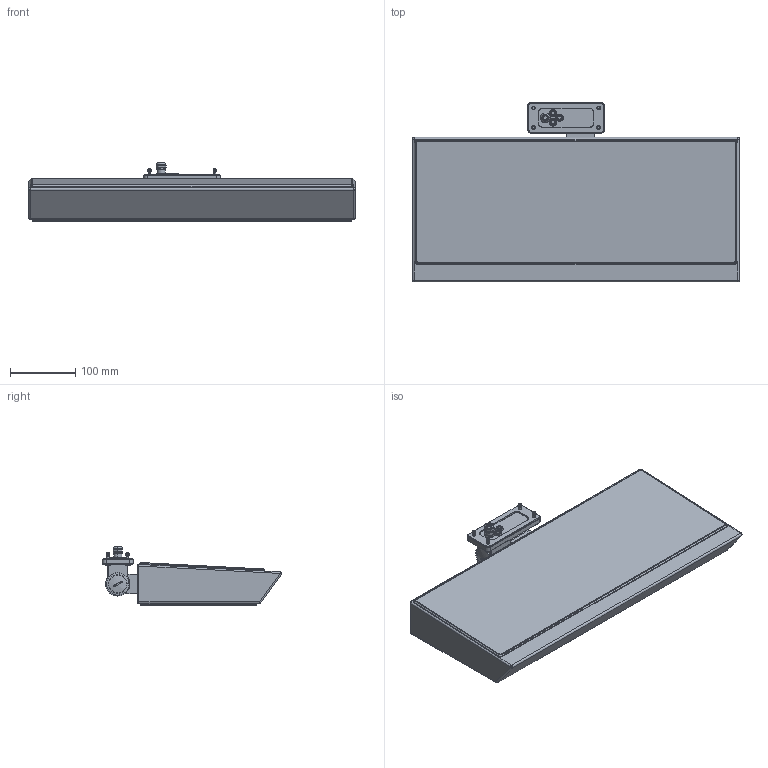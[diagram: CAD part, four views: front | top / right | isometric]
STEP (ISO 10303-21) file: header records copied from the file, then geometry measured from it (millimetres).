
FILE_DESCRIPTION((''),'2;1');
FILE_NAME('CAD-7998_SW0001','2021-10-04T13:19:03',('creinig-se'),(''),'CREO PARAMETRIC BY PTC INC, 2019292','CREO PARAMETRIC BY PTC INC, 2019292','');
FILE_SCHEMA(('CONFIG_CONTROL_DESIGN','SHAPE_APPEARANCE_LAYERS_GROUPS'));
Products named in the file (1): CAD-7998_SW0001
Bounding box: 501.6 x 275.83 x 90.08 mm (x, y, z)
Volume: 6314923.2 mm3; surface area: 345475.3 mm2
Topology: 7 solids, 7 shells, 1556 faces, 3919 edges, 2488 vertices
Faces by surface type: plane 677, cylinder 523, cone 304, torus 24, sphere 14, bspline 14
Entity records: 107196 total; most frequent: CARTESIAN_POINT 59764, ORIENTED_EDGE 7802, DIRECTION 7427, EDGE_CURVE 3901, AXIS2_PLACEMENT_3D 2821, VERTEX_POINT 2488, VECTOR 1785, LINE 1785
